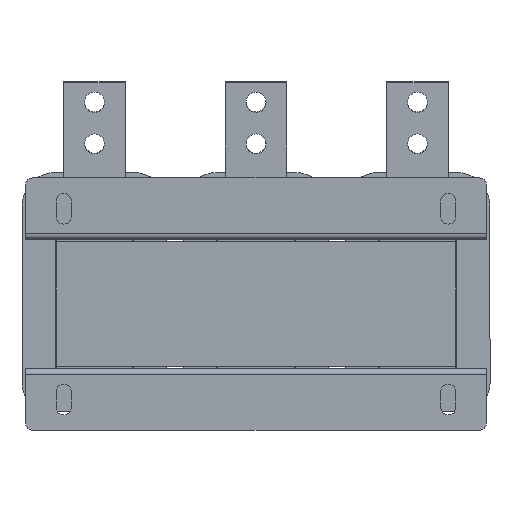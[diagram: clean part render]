
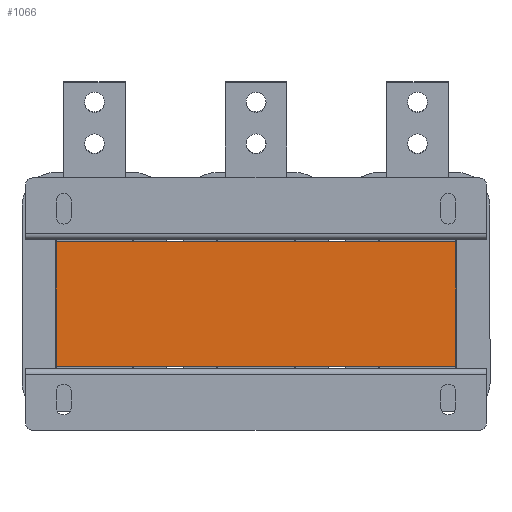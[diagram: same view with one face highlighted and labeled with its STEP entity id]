
A CAD part, front view. The second image highlights one B-rep face of the part: STEP entity #1066.
In plain terms, the highlighted planar face has unit normal (0, -1, 0).
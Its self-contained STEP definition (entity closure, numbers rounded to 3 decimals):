
#7 = VERTEX_POINT ( 'NONE', #4166 ) ;
#74 = AXIS2_PLACEMENT_3D ( 'NONE', #2428, #5099, #2290 ) ;
#174 = LINE ( 'NONE', #2350, #1248 ) ;
#622 = EDGE_CURVE ( 'NONE', #4619, #5600, #2781, .T. ) ;
#697 = EDGE_LOOP ( 'NONE', ( #2708, #2314, #3467, #1781 ) ) ;
#927 = VERTEX_POINT ( 'NONE', #1458 ) ;
#1066 = ADVANCED_FACE ( 'NONE', ( #5592 ), #4496, .F. ) ;
#1101 = DIRECTION ( 'NONE',  ( 1., 0., 0. ) ) ;
#1157 = EDGE_CURVE ( 'NONE', #7, #927, #2390, .T. ) ;
#1248 = VECTOR ( 'NONE', #1101, 1000. ) ;
#1458 = CARTESIAN_POINT ( 'NONE',  ( -130., -25., 0. ) ) ;
#1781 = ORIENTED_EDGE ( 'NONE', *, *, #1157, .T. ) ;
#2088 = CARTESIAN_POINT ( 'NONE',  ( 130., -25., 81. ) ) ;
#2227 = VECTOR ( 'NONE', #5951, 1000. ) ;
#2290 = DIRECTION ( 'NONE',  ( 0., 0., 1. ) ) ;
#2314 = ORIENTED_EDGE ( 'NONE', *, *, #622, .F. ) ;
#2350 = CARTESIAN_POINT ( 'NONE',  ( -130., -25., 0. ) ) ;
#2390 = LINE ( 'NONE', #4029, #4392 ) ;
#2428 = CARTESIAN_POINT ( 'NONE',  ( -130., -25., 81. ) ) ;
#2708 = ORIENTED_EDGE ( 'NONE', *, *, #5232, .T. ) ;
#2781 = LINE ( 'NONE', #3174, #2227 ) ;
#2799 = CARTESIAN_POINT ( 'NONE',  ( 130., -25., 0. ) ) ;
#2998 = EDGE_CURVE ( 'NONE', #7, #4619, #6396, .T. ) ;
#3174 = CARTESIAN_POINT ( 'NONE',  ( 130., -25., 81. ) ) ;
#3467 = ORIENTED_EDGE ( 'NONE', *, *, #2998, .F. ) ;
#4029 = CARTESIAN_POINT ( 'NONE',  ( -130., -25., 81. ) ) ;
#4166 = CARTESIAN_POINT ( 'NONE',  ( -130., -25., 81. ) ) ;
#4392 = VECTOR ( 'NONE', #5268, 1000. ) ;
#4473 = DIRECTION ( 'NONE',  ( 1., 0., 0. ) ) ;
#4496 = PLANE ( 'NONE',  #74 ) ;
#4619 = VERTEX_POINT ( 'NONE', #2088 ) ;
#5004 = CARTESIAN_POINT ( 'NONE',  ( -130., -25., 81. ) ) ;
#5099 = DIRECTION ( 'NONE',  ( 0., 1., 0. ) ) ;
#5232 = EDGE_CURVE ( 'NONE', #927, #5600, #174, .T. ) ;
#5268 = DIRECTION ( 'NONE',  ( 0., 0., -1. ) ) ;
#5592 = FACE_OUTER_BOUND ( 'NONE', #697, .T. ) ;
#5600 = VERTEX_POINT ( 'NONE', #2799 ) ;
#5951 = DIRECTION ( 'NONE',  ( 0., 0., -1. ) ) ;
#6396 = LINE ( 'NONE', #5004, #6673 ) ;
#6673 = VECTOR ( 'NONE', #4473, 1000. ) ;
